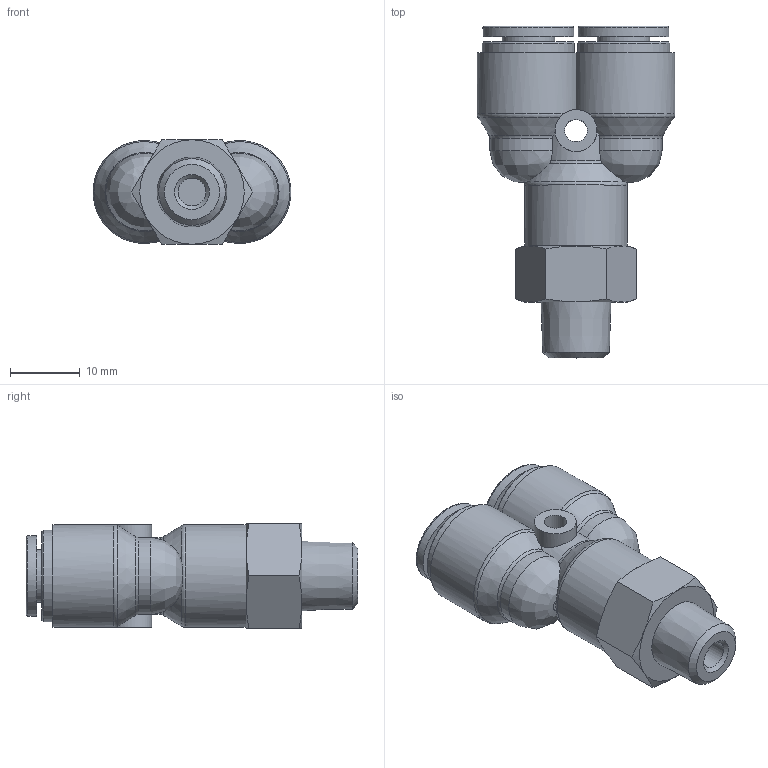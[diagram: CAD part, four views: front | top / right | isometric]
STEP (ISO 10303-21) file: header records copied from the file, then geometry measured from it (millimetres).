
FILE_DESCRIPTION((''),'2;1');
FILE_NAME('CR-PWT 0601.stp','2020-08-25T15:19:22',('user'),(''),'Autodesk Inventor 2013','Autodesk Inventor 2013','');
FILE_SCHEMA(('AUTOMOTIVE_DESIGN { 1 0 10303 214 1 1 1 1 }'));
Length unit declared in the file: millimetre
Products named in the file (6): 조립품9; CR-COLLAR 06; HR-Collar 06L(SUS); CR-SLEEVE 06; CR-PY 06 BODY; HR-PL BODY 0601
Assembly tree (6 placements, depth 3):
  조립품9
    CR-COLLAR 06  x2
      HR-Collar 06L(SUS)
      CR-SLEEVE 06
    CR-PY 06 BODY
    HR-PL BODY 0601
Bounding box: 28.3 x 47.45 x 15 mm (x, y, z)
Volume: 8327.2 mm3; surface area: 5638.2 mm2
Topology: 6 solids, 6 shells, 458 faces, 1250 edges, 832 vertices
Faces by surface type: plane 358, bspline 42, cylinder 36, cone 15, torus 7
Full cylindrical faces by diameter (mm): 2 x2, 3.2 x1, 4 x1, 6 x2, 6.198 x2, 6.2 x3, 7.5 x2, 13.15 x2, 14.7 x1
Entity records: 8518 total; most frequent: CARTESIAN_POINT 2163, ORIENTED_EDGE 1314, DIRECTION 1199, EDGE_CURVE 657, VECTOR 499, LINE 499, VERTEX_POINT 449, AXIS2_PLACEMENT_3D 350
